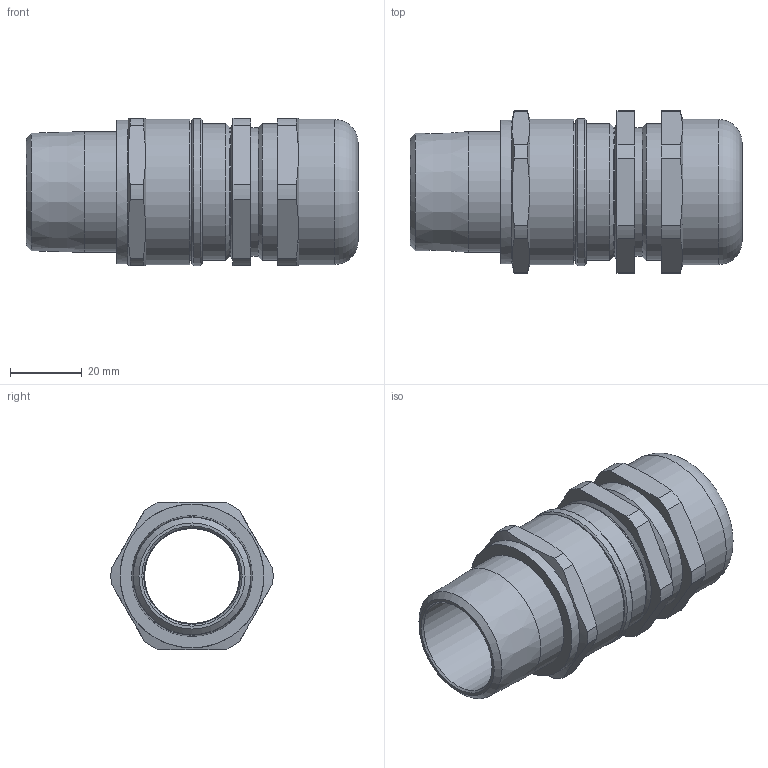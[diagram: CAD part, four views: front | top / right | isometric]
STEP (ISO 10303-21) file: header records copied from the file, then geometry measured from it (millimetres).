
FILE_DESCRIPTION (( 'STEP AP203' ), '1' );
FILE_NAME ('32SS2K1RA033.STEP', '2019-08-14T11:11:58', ( '' ), ( '' ), 'SwSTEP 2.0', 'SolidWorks 2017', '' );
FILE_SCHEMA (( 'CONFIG_CONTROL_DESIGN' ));
Length unit declared in the file: millimetre
Products named in the file (1): 32SS2K1RA033
Bounding box: 92.36 x 45.08 x 41 mm (x, y, z)
Surface area: 19677.5 mm2 (no closed solid volume)
Topology: 0 solids, 12 shells, 97 faces, 407 edges, 326 vertices
Faces by surface type: plane 40, cylinder 31, cone 13, bspline 12, torus 1
Full cylindrical faces by diameter (mm): 26.4 x1, 26.7 x1, 26.8 x1, 26.9 x1, 33.61 x1, 35.718 x1, 35.75 x1, 38 x2, 40 x1, 40.4 x1, 40.5 x1, 41 x1
Entity records: 6434 total; most frequent: CARTESIAN_POINT 3450, ORIENTED_EDGE 528, DIRECTION 484, EDGE_CURVE 372, VERTEX_POINT 318, AXIS2_PLACEMENT_3D 162, LINE 160, VECTOR 160
